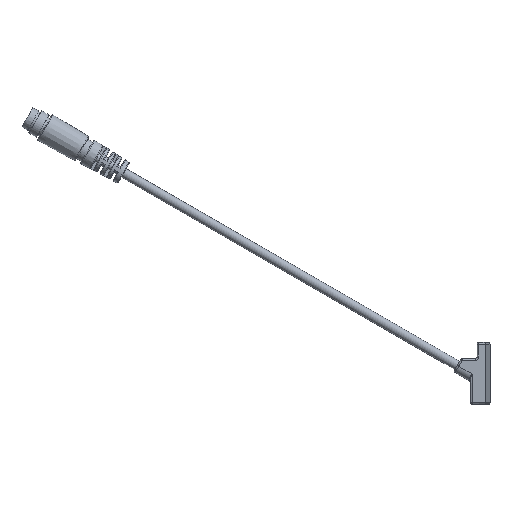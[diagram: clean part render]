
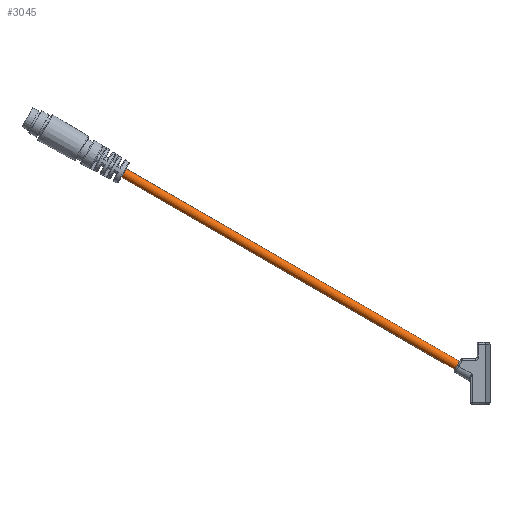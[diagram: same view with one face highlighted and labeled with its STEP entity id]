
A CAD part, left-side view. The second image highlights one B-rep face of the part: STEP entity #3045.
In plain terms, the highlighted cylindrical face has radius 1.46 mm (diameter 2.921 mm), a partial arc.
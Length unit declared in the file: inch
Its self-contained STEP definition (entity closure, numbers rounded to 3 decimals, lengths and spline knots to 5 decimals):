
#197 = DIRECTION ( 'NONE',  ( 0., -0.866, -0.5 ) ) ;
#228 = CIRCLE ( 'NONE', #1501, 0.0575 ) ;
#541 = VECTOR ( 'NONE', #1764, 39.37008 ) ;
#570 = CARTESIAN_POINT ( 'NONE',  ( 0.00189, 4.47666, 2.38395 ) ) ;
#720 = CARTESIAN_POINT ( 'NONE',  ( 0.00189, 0.39599, 0.09437 ) ) ;
#1099 = CARTESIAN_POINT ( 'NONE',  ( 0.00189, 4.51978, 2.40885 ) ) ;
#1363 = DIRECTION ( 'NONE',  ( 0., 0.5, -0.866 ) ) ;
#1500 = CARTESIAN_POINT ( 'NONE',  ( 0.00189, 4.46228, 2.50844 ) ) ;
#1501 = AXIS2_PLACEMENT_3D ( 'NONE', #7454, #3546, #8101 ) ;
#1764 = DIRECTION ( 'NONE',  ( 0., -0.866, -0.5 ) ) ;
#3045 = ADVANCED_FACE ( 'NONE', ( #7842 ), #5087, .T. ) ;
#3176 = VERTEX_POINT ( 'NONE', #4940 ) ;
#3191 = LINE ( 'NONE', #1500, #8204 ) ;
#3221 = ORIENTED_EDGE ( 'NONE', *, *, #4560, .F. ) ;
#3459 = VERTEX_POINT ( 'NONE', #570 ) ;
#3546 = DIRECTION ( 'NONE',  ( 0., -0.866, -0.5 ) ) ;
#3700 = EDGE_LOOP ( 'NONE', ( #3221, #4933, #3879, #4288 ) ) ;
#3795 = DIRECTION ( 'NONE',  ( 0., 0.5, -0.866 ) ) ;
#3879 = ORIENTED_EDGE ( 'NONE', *, *, #6490, .T. ) ;
#4249 = LINE ( 'NONE', #1099, #541 ) ;
#4288 = ORIENTED_EDGE ( 'NONE', *, *, #5876, .T. ) ;
#4367 = CARTESIAN_POINT ( 'NONE',  ( 0.00189, 4.49103, 2.45864 ) ) ;
#4560 = EDGE_CURVE ( 'NONE', #3176, #5861, #3191, .T. ) ;
#4933 = ORIENTED_EDGE ( 'NONE', *, *, #6110, .T. ) ;
#4940 = CARTESIAN_POINT ( 'NONE',  ( 0.00189, 4.41916, 2.48354 ) ) ;
#5087 = CYLINDRICAL_SURFACE ( 'NONE', #5830, 0.0575 ) ;
#5101 = CARTESIAN_POINT ( 'NONE',  ( 0.00189, 0.42474, 0.04457 ) ) ;
#5102 = DIRECTION ( 'NONE',  ( 0., -0.866, -0.5 ) ) ;
#5340 = DIRECTION ( 'NONE',  ( 0., 0.866, 0.5 ) ) ;
#5830 = AXIS2_PLACEMENT_3D ( 'NONE', #4367, #5102, #3795 ) ;
#5861 = VERTEX_POINT ( 'NONE', #7255 ) ;
#5876 = EDGE_CURVE ( 'NONE', #8093, #5861, #6525, .T. ) ;
#6110 = EDGE_CURVE ( 'NONE', #3176, #3459, #228, .T. ) ;
#6490 = EDGE_CURVE ( 'NONE', #3459, #8093, #4249, .T. ) ;
#6525 = CIRCLE ( 'NONE', #6529, 0.0575 ) ;
#6529 = AXIS2_PLACEMENT_3D ( 'NONE', #720, #5340, #1363 ) ;
#7255 = CARTESIAN_POINT ( 'NONE',  ( 0.00189, 0.36724, 0.14416 ) ) ;
#7454 = CARTESIAN_POINT ( 'NONE',  ( 0.00189, 4.44791, 2.43375 ) ) ;
#7842 = FACE_OUTER_BOUND ( 'NONE', #3700, .T. ) ;
#8093 = VERTEX_POINT ( 'NONE', #5101 ) ;
#8101 = DIRECTION ( 'NONE',  ( 0., 0.5, -0.866 ) ) ;
#8204 = VECTOR ( 'NONE', #197, 39.37008 ) ;
